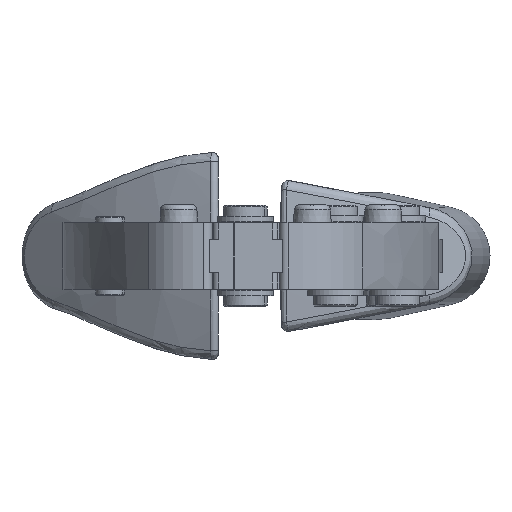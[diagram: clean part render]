
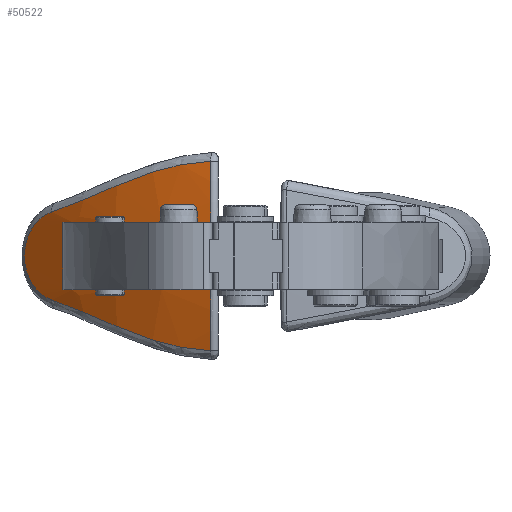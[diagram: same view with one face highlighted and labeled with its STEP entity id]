
A CAD part, left-side view. The second image highlights one B-rep face of the part: STEP entity #50522.
In plain terms, the highlighted spherical face has radius 86.8 mm.
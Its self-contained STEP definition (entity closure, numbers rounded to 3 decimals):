
#9518=AXIS2_PLACEMENT_3D('Circle Axis2P3D',#9516,#9517,$) ;
#13366=AXIS2_PLACEMENT_3D('Circle Axis2P3D',#13364,#13365,$) ;
#50501=AXIS2_PLACEMENT_3D('Sphere Axis2P3D',#50498,#50499,#50500) ;
#3516=CARTESIAN_POINT('Vertex',(79.584,75.415,24.784)) ;
#3607=CARTESIAN_POINT('Vertex',(64.24,50.38,24.784)) ;
#3611=CARTESIAN_POINT('Control Point',(64.24,50.38,24.784)) ;
#3612=CARTESIAN_POINT('Control Point',(66.426,55.862,24.784)) ;
#3613=CARTESIAN_POINT('Control Point',(69.079,61.157,24.784)) ;
#3614=CARTESIAN_POINT('Control Point',(72.178,66.213,24.784)) ;
#3615=CARTESIAN_POINT('Control Point',(75.693,70.98,24.784)) ;
#3616=CARTESIAN_POINT('Control Point',(79.584,75.415,24.784)) ;
#9186=CARTESIAN_POINT('Vertex',(79.584,75.415,12.584)) ;
#9195=CARTESIAN_POINT('Control Point',(79.584,75.415,24.784)) ;
#9196=CARTESIAN_POINT('Control Point',(79.254,75.472,20.727)) ;
#9197=CARTESIAN_POINT('Control Point',(79.254,75.472,16.642)) ;
#9198=CARTESIAN_POINT('Control Point',(79.584,75.415,12.584)) ;
#9513=CARTESIAN_POINT('Vertex',(65.85,50.401,35.777)) ;
#9516=CARTESIAN_POINT('Axis2P3D Location',(144.226,51.441,18.684)) ;
#13336=CARTESIAN_POINT('Vertex',(65.85,50.401,1.592)) ;
#13361=CARTESIAN_POINT('Vertex',(64.24,50.38,12.584)) ;
#13364=CARTESIAN_POINT('Axis2P3D Location',(144.226,51.441,18.684)) ;
#34164=CARTESIAN_POINT('Control Point',(65.85,50.401,1.592)) ;
#34165=CARTESIAN_POINT('Control Point',(67.143,53.63,1.692)) ;
#34166=CARTESIAN_POINT('Control Point',(68.507,56.782,2.204)) ;
#34167=CARTESIAN_POINT('Control Point',(69.931,59.814,3.067)) ;
#34168=CARTESIAN_POINT('Control Point',(73.013,65.726,5.189)) ;
#34169=CARTESIAN_POINT('Control Point',(76.623,71.232,7.632)) ;
#34170=CARTESIAN_POINT('Control Point',(78.62,73.932,8.83)) ;
#34171=CARTESIAN_POINT('Control Point',(80.817,76.56,9.906)) ;
#34172=CARTESIAN_POINT('Control Point',(83.226,79.105,10.756)) ;
#34173=CARTESIAN_POINT('Vertex',(83.226,79.105,10.756)) ;
#34335=CARTESIAN_POINT('Vertex',(83.226,79.105,26.613)) ;
#34339=CARTESIAN_POINT('Control Point',(83.226,79.105,10.756)) ;
#34340=CARTESIAN_POINT('Control Point',(83.994,79.916,11.02)) ;
#34341=CARTESIAN_POINT('Control Point',(84.729,80.687,11.448)) ;
#34342=CARTESIAN_POINT('Control Point',(85.398,81.384,12.02)) ;
#34343=CARTESIAN_POINT('Control Point',(86.532,82.56,13.338)) ;
#34344=CARTESIAN_POINT('Control Point',(87.307,83.357,14.947)) ;
#34345=CARTESIAN_POINT('Control Point',(87.593,83.649,15.776)) ;
#34346=CARTESIAN_POINT('Control Point',(87.84,83.901,16.863)) ;
#34347=CARTESIAN_POINT('Control Point',(87.937,83.999,17.97)) ;
#34348=CARTESIAN_POINT('Control Point',(87.95,84.014,18.208)) ;
#34349=CARTESIAN_POINT('Control Point',(87.957,84.021,18.446)) ;
#34350=CARTESIAN_POINT('Control Point',(87.957,84.021,18.684)) ;
#34351=CARTESIAN_POINT('Vertex',(87.957,84.021,18.684)) ;
#34355=CARTESIAN_POINT('Control Point',(87.957,84.021,18.684)) ;
#34356=CARTESIAN_POINT('Control Point',(87.957,84.021,19.32)) ;
#34357=CARTESIAN_POINT('Control Point',(87.908,83.971,19.955)) ;
#34358=CARTESIAN_POINT('Control Point',(87.81,83.87,20.585)) ;
#34359=CARTESIAN_POINT('Control Point',(87.339,83.39,22.562)) ;
#34360=CARTESIAN_POINT('Control Point',(86.374,82.399,24.354)) ;
#34361=CARTESIAN_POINT('Control Point',(85.483,81.477,25.432)) ;
#34362=CARTESIAN_POINT('Control Point',(84.392,80.336,26.212)) ;
#34363=CARTESIAN_POINT('Control Point',(83.226,79.105,26.613)) ;
#34458=CARTESIAN_POINT('Control Point',(65.85,50.401,35.777)) ;
#34459=CARTESIAN_POINT('Control Point',(67.117,53.566,35.679)) ;
#34460=CARTESIAN_POINT('Control Point',(68.453,56.658,35.185)) ;
#34461=CARTESIAN_POINT('Control Point',(69.847,59.635,34.353)) ;
#34462=CARTESIAN_POINT('Control Point',(72.917,65.56,32.254)) ;
#34463=CARTESIAN_POINT('Control Point',(76.508,71.076,29.806)) ;
#34464=CARTESIAN_POINT('Control Point',(78.535,73.83,28.581)) ;
#34465=CARTESIAN_POINT('Control Point',(80.77,76.511,27.479)) ;
#34466=CARTESIAN_POINT('Control Point',(83.226,79.105,26.613)) ;
#50498=CARTESIAN_POINT('Axis2P3D Location',(144.666,18.306,18.684)) ;
#50504=CARTESIAN_POINT('Control Point',(64.24,50.38,12.584)) ;
#50505=CARTESIAN_POINT('Control Point',(66.429,55.868,12.584)) ;
#50506=CARTESIAN_POINT('Control Point',(69.087,61.169,12.584)) ;
#50507=CARTESIAN_POINT('Control Point',(72.174,66.206,12.585)) ;
#50508=CARTESIAN_POINT('Control Point',(75.691,70.978,12.584)) ;
#50509=CARTESIAN_POINT('Control Point',(79.584,75.415,12.584)) ;
#9517=DIRECTION('Axis2P3D Direction',(-0.013,1.,0.)) ;
#13365=DIRECTION('Axis2P3D Direction',(-0.013,1.,0.)) ;
#50499=DIRECTION('Axis2P3D Direction',(0.,-1.,0.)) ;
#50500=DIRECTION('Axis2P3D XDirection',(-0.94,0.,0.342)) ;
#50512=ORIENTED_EDGE('',*,*,#9520,.T.) ;
#50513=ORIENTED_EDGE('',*,*,#34467,.T.) ;
#50514=ORIENTED_EDGE('',*,*,#34364,.T.) ;
#50515=ORIENTED_EDGE('',*,*,#34353,.T.) ;
#50516=ORIENTED_EDGE('',*,*,#34175,.T.) ;
#50517=ORIENTED_EDGE('',*,*,#13368,.T.) ;
#50518=ORIENTED_EDGE('',*,*,#50510,.T.) ;
#50519=ORIENTED_EDGE('',*,*,#9199,.F.) ;
#50520=ORIENTED_EDGE('',*,*,#3617,.F.) ;
#50522=ADVANCED_FACE('Hauptk\X2\00F6\X0\rper',(#50521),#50502,.T.) ;
#3610=B_SPLINE_CURVE_WITH_KNOTS('',5,(#3611,#3612,#3613,#3614,#3615,#3616),.UNSPECIFIED.,.F.,.U.,(6,6),(0.,41.794),.UNSPECIFIED.) ;
#9194=B_SPLINE_CURVE_WITH_KNOTS('',3,(#9195,#9196,#9197,#9198),.UNSPECIFIED.,.F.,.U.,(4,4),(0.,17.282),.UNSPECIFIED.) ;
#34163=B_SPLINE_CURVE_WITH_KNOTS('',5,(#34164,#34165,#34166,#34167,#34168,#34169,#34170,#34171,#34172),.UNSPECIFIED.,.F.,.U.,(6,3,6),(12.602,29.919,47.669),.UNSPECIFIED.) ;
#34338=B_SPLINE_CURVE_WITH_KNOTS('',5,(#34339,#34340,#34341,#34342,#34343,#34344,#34345,#34346,#34347,#34348,#34349,#34350),.UNSPECIFIED.,.F.,.U.,(6,3,3,6),(25.579,31.479,37.085,38.616),.UNSPECIFIED.) ;
#34354=B_SPLINE_CURVE_WITH_KNOTS('',5,(#34355,#34356,#34357,#34358,#34359,#34360,#34361,#34362,#34363),.UNSPECIFIED.,.F.,.U.,(6,3,6),(38.616,42.7,51.655),.UNSPECIFIED.) ;
#34457=B_SPLINE_CURVE_WITH_KNOTS('',5,(#34458,#34459,#34460,#34461,#34462,#34463,#34464,#34465,#34466),.UNSPECIFIED.,.F.,.U.,(6,3,6),(12.602,29.576,47.668),.UNSPECIFIED.) ;
#50503=B_SPLINE_CURVE_WITH_KNOTS('',5,(#50504,#50505,#50506,#50507,#50508,#50509),.UNSPECIFIED.,.F.,.U.,(6,6),(0.,41.795),.UNSPECIFIED.) ;
#9519=CIRCLE('generated circle',#9518,80.225) ;
#13367=CIRCLE('generated circle',#13366,80.225) ;
#3617=EDGE_CURVE('',#3608,#3517,#3610,.T.) ;
#9199=EDGE_CURVE('',#3517,#9187,#9194,.T.) ;
#9520=EDGE_CURVE('',#3608,#9514,#9519,.T.) ;
#13368=EDGE_CURVE('',#13337,#13362,#13367,.T.) ;
#34175=EDGE_CURVE('',#34174,#13337,#34163,.F.) ;
#34353=EDGE_CURVE('',#34352,#34174,#34338,.F.) ;
#34364=EDGE_CURVE('',#34336,#34352,#34354,.F.) ;
#34467=EDGE_CURVE('',#9514,#34336,#34457,.T.) ;
#50510=EDGE_CURVE('',#13362,#9187,#50503,.T.) ;
#50511=EDGE_LOOP('',(#50512,#50513,#50514,#50515,#50516,#50517,#50518,#50519,#50520)) ;
#50521=FACE_OUTER_BOUND('',#50511,.T.) ;
#50502=SPHERICAL_SURFACE('',#50501,86.8) ;
#3517=VERTEX_POINT('',#3516) ;
#3608=VERTEX_POINT('',#3607) ;
#9187=VERTEX_POINT('',#9186) ;
#9514=VERTEX_POINT('',#9513) ;
#13337=VERTEX_POINT('',#13336) ;
#13362=VERTEX_POINT('',#13361) ;
#34174=VERTEX_POINT('',#34173) ;
#34336=VERTEX_POINT('',#34335) ;
#34352=VERTEX_POINT('',#34351) ;
